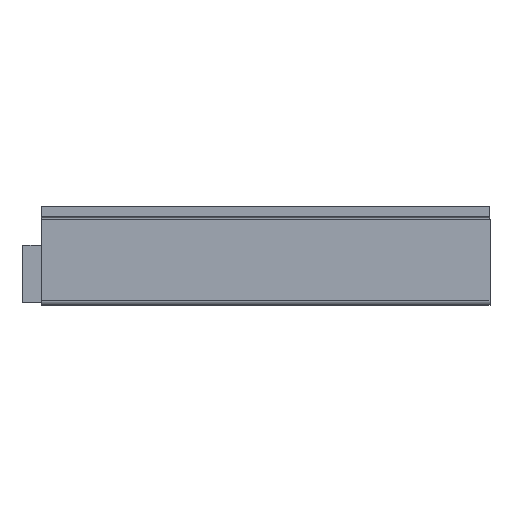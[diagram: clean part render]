
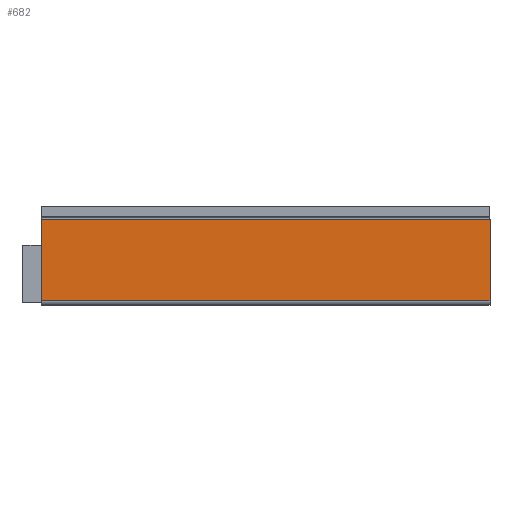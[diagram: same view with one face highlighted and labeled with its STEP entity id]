
A CAD part, top view. The second image highlights one B-rep face of the part: STEP entity #682.
In plain terms, the highlighted planar face has unit normal (0, 0, 1).
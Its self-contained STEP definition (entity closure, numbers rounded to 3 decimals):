
#156 = CARTESIAN_POINT ( 'NONE',  ( -2., 0.7, 0. ) ) ;
#173 = EDGE_LOOP ( 'NONE', ( #287, #1149, #315, #401 ) ) ;
#191 = FACE_OUTER_BOUND ( 'NONE', #173, .T. ) ;
#264 = VECTOR ( 'NONE', #358, 1000. ) ;
#287 = ORIENTED_EDGE ( 'NONE', *, *, #1983, .T. ) ;
#315 = ORIENTED_EDGE ( 'NONE', *, *, #939, .T. ) ;
#350 = PLANE ( 'NONE',  #742 ) ;
#358 = DIRECTION ( 'NONE',  ( 0., -1., 0. ) ) ;
#401 = ORIENTED_EDGE ( 'NONE', *, *, #679, .T. ) ;
#521 = CARTESIAN_POINT ( 'NONE',  ( 0., 0., 0. ) ) ;
#549 = VECTOR ( 'NONE', #1378, 1000. ) ;
#553 = CARTESIAN_POINT ( 'NONE',  ( -2., 0.7, 0. ) ) ;
#571 = VERTEX_POINT ( 'NONE', #156 ) ;
#583 = CARTESIAN_POINT ( 'NONE',  ( 68.3, 13.4, 0. ) ) ;
#653 = VERTEX_POINT ( 'NONE', #1167 ) ;
#679 = EDGE_CURVE ( 'NONE', #653, #571, #989, .T. ) ;
#682 = ADVANCED_FACE ( 'NONE', ( #191 ), #350, .F. ) ;
#713 = EDGE_CURVE ( 'NONE', #888, #1042, #2027, .T. ) ;
#742 = AXIS2_PLACEMENT_3D ( 'NONE', #521, #2036, #1540 ) ;
#743 = CARTESIAN_POINT ( 'NONE',  ( -2., 13.4, 0. ) ) ;
#795 = VECTOR ( 'NONE', #1449, 1000. ) ;
#876 = VECTOR ( 'NONE', #2028, 1000. ) ;
#888 = VERTEX_POINT ( 'NONE', #1083 ) ;
#939 = EDGE_CURVE ( 'NONE', #1042, #653, #1362, .T. ) ;
#989 = LINE ( 'NONE', #1231, #264 ) ;
#1033 = CARTESIAN_POINT ( 'NONE',  ( 68.3, 0., 0. ) ) ;
#1042 = VERTEX_POINT ( 'NONE', #583 ) ;
#1083 = CARTESIAN_POINT ( 'NONE',  ( 68.3, 0.7, 0. ) ) ;
#1149 = ORIENTED_EDGE ( 'NONE', *, *, #713, .T. ) ;
#1167 = CARTESIAN_POINT ( 'NONE',  ( -2., 13.4, 0. ) ) ;
#1231 = CARTESIAN_POINT ( 'NONE',  ( -2., 0., 0. ) ) ;
#1271 = LINE ( 'NONE', #553, #549 ) ;
#1362 = LINE ( 'NONE', #743, #795 ) ;
#1378 = DIRECTION ( 'NONE',  ( 1., 0., 0. ) ) ;
#1449 = DIRECTION ( 'NONE',  ( -1., 0., 0. ) ) ;
#1540 = DIRECTION ( 'NONE',  ( -1., 0., 0. ) ) ;
#1983 = EDGE_CURVE ( 'NONE', #571, #888, #1271, .T. ) ;
#2027 = LINE ( 'NONE', #1033, #876 ) ;
#2028 = DIRECTION ( 'NONE',  ( 0., 1., 0. ) ) ;
#2036 = DIRECTION ( 'NONE',  ( 0., 0., -1. ) ) ;
